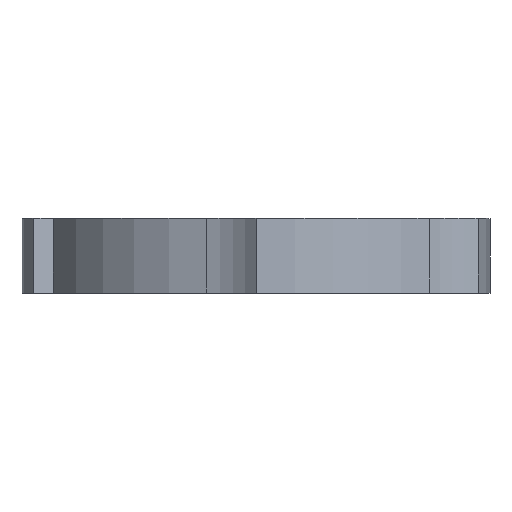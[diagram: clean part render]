
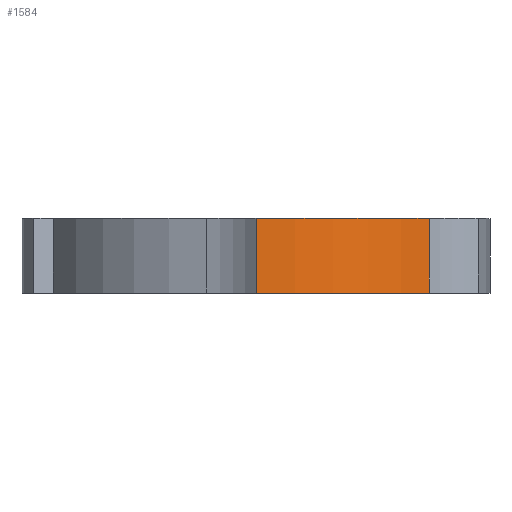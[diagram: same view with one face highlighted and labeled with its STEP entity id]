
A CAD part, top view. The second image highlights one B-rep face of the part: STEP entity #1584.
In plain terms, the highlighted cylindrical face has radius 62.5 mm (diameter 125 mm), a partial arc.
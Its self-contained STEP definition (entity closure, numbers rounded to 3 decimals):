
#155 = CYLINDRICAL_SURFACE ( 'NONE', #3178, 62.5 ) ;
#176 = CARTESIAN_POINT ( 'NONE',  ( 0., 20., 0. ) ) ;
#231 = ORIENTED_EDGE ( 'NONE', *, *, #631, .F. ) ;
#276 = LINE ( 'NONE', #1031, #3211 ) ;
#631 = EDGE_CURVE ( 'NONE', #2283, #2323, #1182, .T. ) ;
#686 = VERTEX_POINT ( 'NONE', #933 ) ;
#813 = CARTESIAN_POINT ( 'NONE',  ( 0., 0., 0. ) ) ;
#870 = CARTESIAN_POINT ( 'NONE',  ( 0., 20., 62.5 ) ) ;
#933 = CARTESIAN_POINT ( 'NONE',  ( 0., 0., 62.5 ) ) ;
#1031 = CARTESIAN_POINT ( 'NONE',  ( 46.25, 36.949, 42.038 ) ) ;
#1073 = DIRECTION ( 'NONE',  ( 0., -1., 0. ) ) ;
#1092 = LINE ( 'NONE', #3383, #2473 ) ;
#1105 = ORIENTED_EDGE ( 'NONE', *, *, #1753, .T. ) ;
#1137 = ORIENTED_EDGE ( 'NONE', *, *, #3154, .F. ) ;
#1182 = CIRCLE ( 'NONE', #3102, 62.5 ) ;
#1196 = CARTESIAN_POINT ( 'NONE',  ( 46.25, 0., 42.038 ) ) ;
#1222 = DIRECTION ( 'NONE',  ( 0., -1., 0. ) ) ;
#1322 = DIRECTION ( 'NONE',  ( 0., -1., 0. ) ) ;
#1363 = EDGE_CURVE ( 'NONE', #686, #2023, #2513, .T. ) ;
#1584 = ADVANCED_FACE ( 'NONE', ( #3034 ), #155, .T. ) ;
#1693 = CARTESIAN_POINT ( 'NONE',  ( 46.25, 20., 42.038 ) ) ;
#1753 = EDGE_CURVE ( 'NONE', #2283, #686, #1092, .T. ) ;
#1865 = DIRECTION ( 'NONE',  ( 0., 1., 0. ) ) ;
#1916 = AXIS2_PLACEMENT_3D ( 'NONE', #813, #1865, #2881 ) ;
#2023 = VERTEX_POINT ( 'NONE', #1196 ) ;
#2218 = CARTESIAN_POINT ( 'NONE',  ( 0., 20., 0. ) ) ;
#2283 = VERTEX_POINT ( 'NONE', #870 ) ;
#2296 = ORIENTED_EDGE ( 'NONE', *, *, #1363, .T. ) ;
#2323 = VERTEX_POINT ( 'NONE', #1693 ) ;
#2415 = EDGE_LOOP ( 'NONE', ( #1137, #231, #1105, #2296 ) ) ;
#2473 = VECTOR ( 'NONE', #1073, 1000. ) ;
#2513 = CIRCLE ( 'NONE', #1916, 62.5 ) ;
#2732 = DIRECTION ( 'NONE',  ( 0., 1., 0. ) ) ;
#2881 = DIRECTION ( 'NONE',  ( 0., 0., 1. ) ) ;
#2985 = DIRECTION ( 'NONE',  ( 0., 0., 1. ) ) ;
#3020 = DIRECTION ( 'NONE',  ( 0., 0., -1. ) ) ;
#3034 = FACE_OUTER_BOUND ( 'NONE', #2415, .T. ) ;
#3102 = AXIS2_PLACEMENT_3D ( 'NONE', #2218, #2732, #2985 ) ;
#3154 = EDGE_CURVE ( 'NONE', #2323, #2023, #276, .T. ) ;
#3178 = AXIS2_PLACEMENT_3D ( 'NONE', #176, #1222, #3020 ) ;
#3211 = VECTOR ( 'NONE', #1322, 1000. ) ;
#3383 = CARTESIAN_POINT ( 'NONE',  ( 0., 36.949, 62.5 ) ) ;
